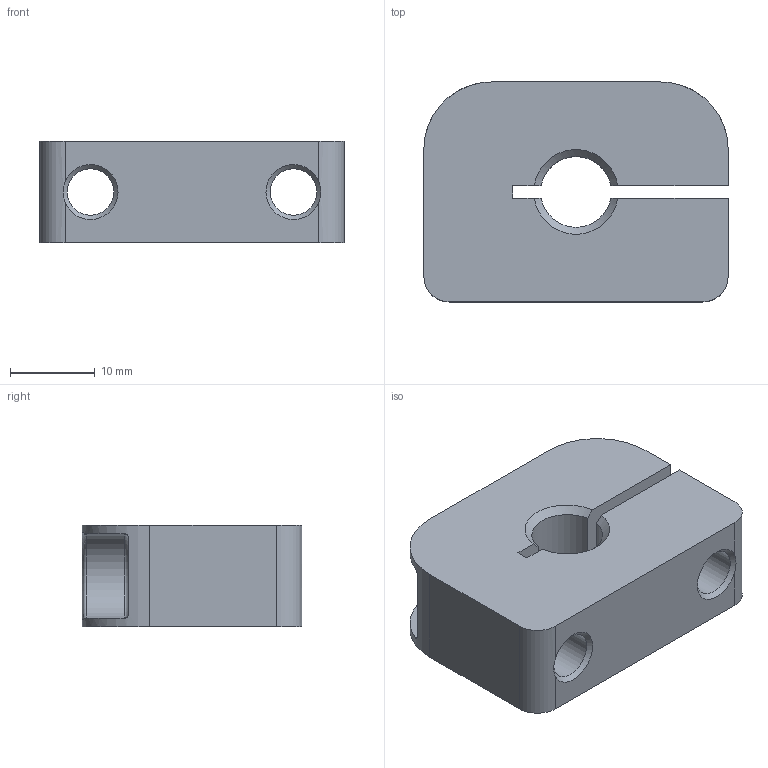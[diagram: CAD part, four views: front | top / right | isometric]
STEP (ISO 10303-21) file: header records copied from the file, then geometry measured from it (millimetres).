
FILE_DESCRIPTION( ( 'STEP AP214' ), '1' );
FILE_NAME( 'K0638.4101.stp', '2020-12-09T09:49:45', ( '' ), ( '' ), ' ', 'PARTsolutions', ' ' );
FILE_SCHEMA( ( 'AUTOMOTIVE_DESIGN { 1 0 10303 214 1 1 1 1 }' ) );
Length unit declared in the file: millimetre
Products named in the file (1): _K0638.4101
Bounding box: 36 x 26 x 12 mm (x, y, z)
Volume: 8093.6 mm3; surface area: 4406.3 mm2
Topology: 1 solids, 1 shells, 45 faces, 129 edges, 84 vertices
Faces by surface type: plane 17, cylinder 16, cone 8, torus 4
Full cylindrical faces by diameter (mm): 5.5 x3
Entity records: 1846 total; most frequent: CARTESIAN_POINT 338, ORIENTED_EDGE 236, DIRECTION 232, EDGE_CURVE 118, AXIS2_PLACEMENT_3D 90, VERTEX_POINT 80, EDGE_LOOP 56, LINE 52
